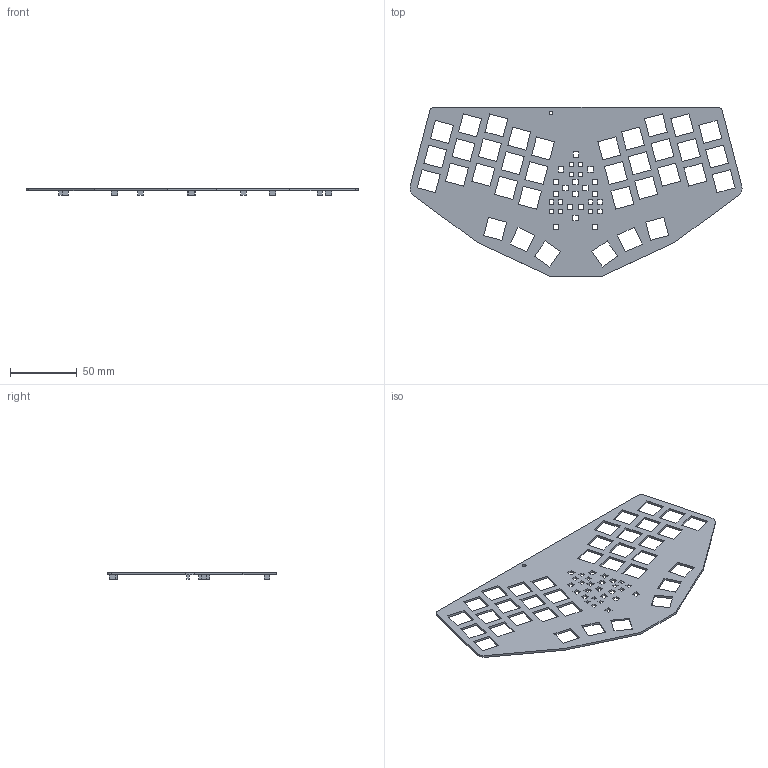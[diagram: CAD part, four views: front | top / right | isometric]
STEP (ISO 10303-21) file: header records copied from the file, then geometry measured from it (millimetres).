
FILE_DESCRIPTION(/* description */ (''),/* implementation_level */ '2;1');
FILE_NAME(/* name */ 'euclid36-switch-plate v12.step',/* time_stamp */ '2021-04-05T23:23:12-07:00',/* author */ (''),/* organization */ (''),/* preprocessor_version */ 'ST-DEVELOPER v18.1',/* originating_system */ 'Autodesk Translation Framework v9.10.0.1330',/* authorisation */ '');
FILE_SCHEMA (('AUTOMOTIVE_DESIGN { 1 0 10303 214 3 1 1 }'));
Length unit declared in the file: millimetre
Products named in the file (2): euclid36-switch-plate; COMPOUND
Assembly tree (1 placements, depth 2):
  euclid36-switch-plate
    COMPOUND
Bounding box: 248.12 x 127 x 5.2 mm (x, y, z)
Volume: 28270.9 mm3; surface area: 40043.7 mm2
Topology: 1 solids, 1 shells, 326 faces, 939 edges, 626 vertices
Faces by surface type: plane 321, cylinder 5
Full cylindrical faces by diameter (mm): 2.691 x1
Entity records: 10793 total; most frequent: CARTESIAN_POINT 1894, ORIENTED_EDGE 1878, DIRECTION 1607, EDGE_CURVE 939, LINE 929, VECTOR 929, VERTEX_POINT 626, EDGE_LOOP 467
